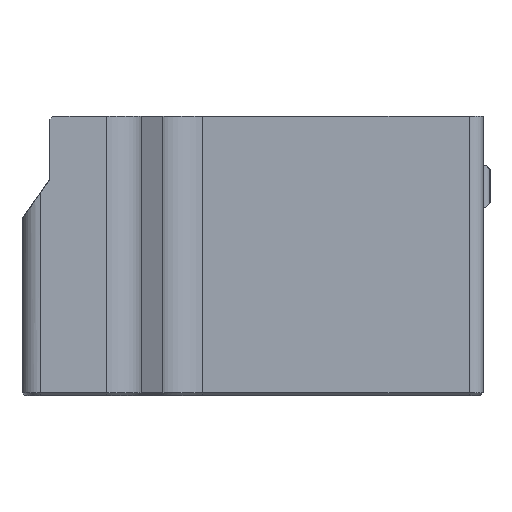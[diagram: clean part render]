
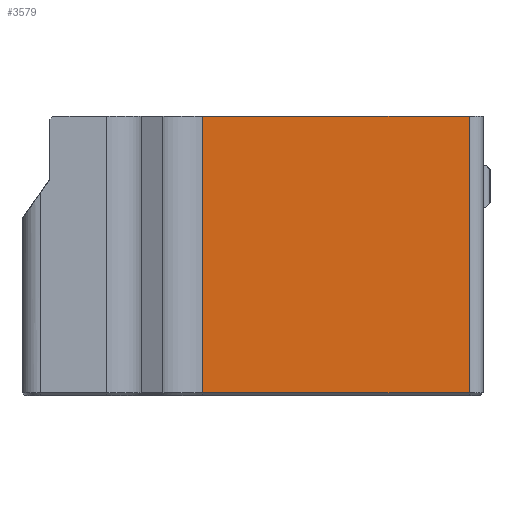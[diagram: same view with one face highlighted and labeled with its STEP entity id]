
A CAD part, left-side view. The second image highlights one B-rep face of the part: STEP entity #3579.
In plain terms, the highlighted planar face has unit normal (-1, 0, 0).
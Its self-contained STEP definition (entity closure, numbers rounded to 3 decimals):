
#330=FACE_OUTER_BOUND('',#527,.T.);
#527=EDGE_LOOP('',(#2437,#2438,#2439,#2440));
#769=LINE('',#5366,#1127);
#780=LINE('',#5396,#1138);
#781=LINE('',#5400,#1139);
#782=LINE('',#5401,#1140);
#1127=VECTOR('',#4242,10.);
#1138=VECTOR('',#4273,1.);
#1139=VECTOR('',#4278,1.);
#1140=VECTOR('',#4279,10.);
#1483=VERTEX_POINT('',#5357);
#1485=VERTEX_POINT('',#5364);
#1494=VERTEX_POINT('',#5395);
#1495=VERTEX_POINT('',#5399);
#1853=EDGE_CURVE('',#1485,#1483,#769,.T.);
#1868=EDGE_CURVE('',#1483,#1494,#780,.T.);
#1870=EDGE_CURVE('',#1485,#1495,#781,.T.);
#1871=EDGE_CURVE('',#1495,#1494,#782,.T.);
#2437=ORIENTED_EDGE('',*,*,#1853,.F.);
#2438=ORIENTED_EDGE('',*,*,#1870,.T.);
#2439=ORIENTED_EDGE('',*,*,#1871,.T.);
#2440=ORIENTED_EDGE('',*,*,#1868,.F.);
#3444=PLANE('',#3810);
#3579=ADVANCED_FACE('',(#330),#3444,.T.);
#3810=AXIS2_PLACEMENT_3D('',#5398,#4276,#4277);
#4242=DIRECTION('',(0.,1.,0.));
#4273=DIRECTION('',(0.,0.,1.));
#4276=DIRECTION('center_axis',(-1.,0.,0.));
#4277=DIRECTION('ref_axis',(0.,1.,0.));
#4278=DIRECTION('',(0.,0.,1.));
#4279=DIRECTION('',(0.,1.,0.));
#5357=CARTESIAN_POINT('',(108.352,-190.53,67.705));
#5364=CARTESIAN_POINT('',(108.352,-228.633,67.705));
#5366=CARTESIAN_POINT('',(108.352,-212.239,67.705));
#5395=CARTESIAN_POINT('',(108.352,-190.53,107.305));
#5396=CARTESIAN_POINT('',(108.352,-190.53,86.305));
#5398=CARTESIAN_POINT('Origin',(108.352,-228.633,66.305));
#5399=CARTESIAN_POINT('',(108.352,-228.633,107.305));
#5400=CARTESIAN_POINT('',(108.352,-228.633,86.305));
#5401=CARTESIAN_POINT('',(108.352,-199.132,107.305));
